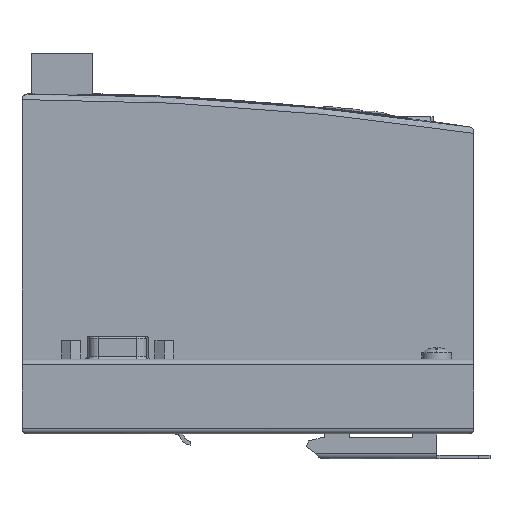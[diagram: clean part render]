
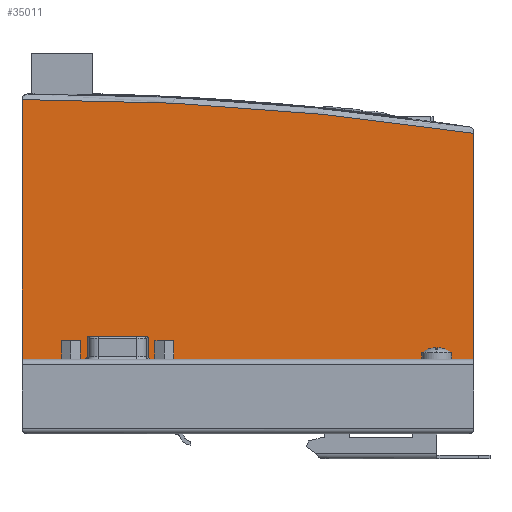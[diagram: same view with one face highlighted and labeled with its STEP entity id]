
A CAD part, left-side view. The second image highlights one B-rep face of the part: STEP entity #35011.
In plain terms, the highlighted planar face has unit normal (-1, 0, 0).
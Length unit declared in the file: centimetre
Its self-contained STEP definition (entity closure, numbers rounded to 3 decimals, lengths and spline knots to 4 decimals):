
#1973=PLANE('',#37008);
#3171=VECTOR('',#39841,1.);
#3174=VECTOR('',#39845,1.);
#3175=VECTOR('',#39848,1.);
#6824=LINE('',#47929,#3171);
#6827=LINE('',#47935,#3174);
#6828=LINE('',#47939,#3175);
#10477=VERTEX_POINT('',#47924);
#10478=VERTEX_POINT('',#47926);
#10479=VERTEX_POINT('',#47930);
#10481=VERTEX_POINT('',#47936);
#10482=VERTEX_POINT('',#47938);
#10483=VERTEX_POINT('',#47940);
#13914=CIRCLE('',#37006,0.15);
#13915=CIRCLE('',#37009,79.85);
#13916=CIRCLE('',#37010,0.15);
#14870=EDGE_CURVE('',#10477,#10478,#13914,.T.);
#14872=EDGE_CURVE('',#10478,#10479,#6824,.T.);
#14875=EDGE_CURVE('',#10481,#10477,#6827,.T.);
#14876=EDGE_CURVE('',#10482,#10481,#13915,.T.);
#14877=EDGE_CURVE('',#10483,#10482,#6828,.T.);
#14878=EDGE_CURVE('',#10479,#10483,#13916,.T.);
#20149=ORIENTED_EDGE('',*,*,#14870,.F.);
#20150=ORIENTED_EDGE('',*,*,#14875,.F.);
#20151=ORIENTED_EDGE('',*,*,#14876,.F.);
#20152=ORIENTED_EDGE('',*,*,#14877,.F.);
#20153=ORIENTED_EDGE('',*,*,#14878,.F.);
#20154=ORIENTED_EDGE('',*,*,#14872,.F.);
#30689=EDGE_LOOP('',(#20149,#20150,#20151,#20152,#20153,#20154));
#32850=FACE_BOUND('',#30689,.T.);
#35011=ADVANCED_FACE('',(#32850),#1973,.F.);
#37006=AXIS2_PLACEMENT_3D('',#47925,#39837,#39838);
#37008=AXIS2_PLACEMENT_3D('',#47934,#39844,$);
#37009=AXIS2_PLACEMENT_3D('',#47937,#39846,#39847);
#37010=AXIS2_PLACEMENT_3D('',#47941,#39849,#39850);
#39837=DIRECTION('',(1.,0.,0.));
#39838=DIRECTION('',(0.,-0.106,-0.106));
#39841=DIRECTION('',(0.,1.,0.));
#39844=DIRECTION('',(1.,0.,0.));
#39845=DIRECTION('',(0.,0.,-1.));
#39846=DIRECTION('',(1.,0.,0.));
#39847=DIRECTION('',(0.,-5.923,79.63));
#39848=DIRECTION('',(0.,0.,1.));
#39849=DIRECTION('',(1.,0.,0.));
#39850=DIRECTION('',(0.,0.106,-0.106));
#47924=CARTESIAN_POINT('',(-2.9,-6.05,0.15));
#47925=CARTESIAN_POINT('',(-2.9,-5.9,0.15));
#47926=CARTESIAN_POINT('',(-2.9,-5.9,0.));
#47929=CARTESIAN_POINT('',(-2.9,-6.05,0.));
#47930=CARTESIAN_POINT('',(-2.9,5.9,0.));
#47934=CARTESIAN_POINT('',(-2.9,0.1281,4.3749));
#47935=CARTESIAN_POINT('',(-2.9,-6.05,8.2));
#47936=CARTESIAN_POINT('',(-2.9,-6.05,8.0483));
#47937=CARTESIAN_POINT('',(-2.9,5.9169,-70.8999));
#47938=CARTESIAN_POINT('',(-2.9,6.05,8.95));
#47939=CARTESIAN_POINT('',(-2.9,6.05,0.));
#47940=CARTESIAN_POINT('',(-2.9,6.05,0.15));
#47941=CARTESIAN_POINT('',(-2.9,5.9,0.15));
